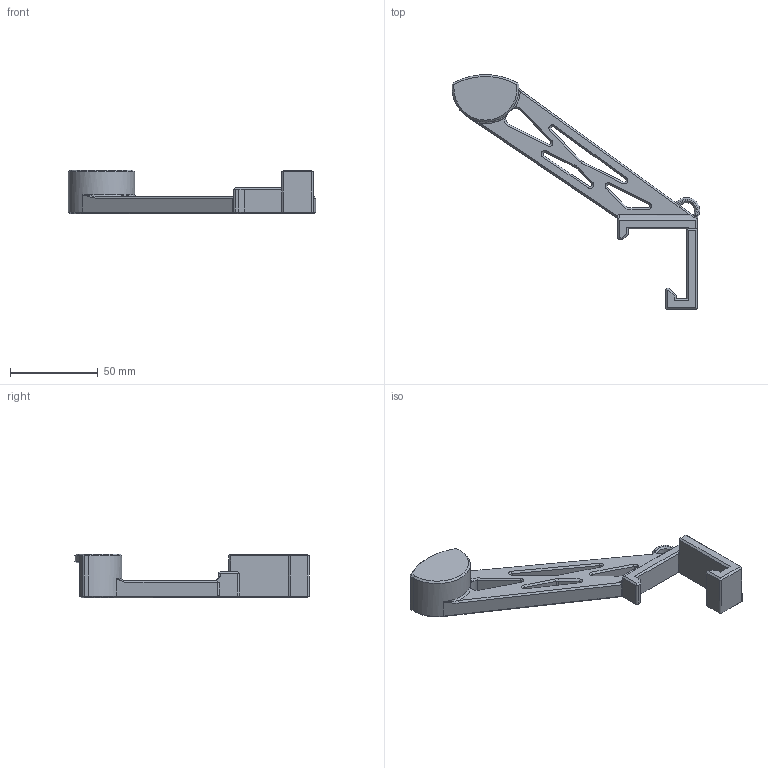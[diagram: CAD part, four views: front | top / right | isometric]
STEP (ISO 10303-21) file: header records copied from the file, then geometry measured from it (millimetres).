
FILE_DESCRIPTION( ( '' ), ' ' );
FILE_NAME( '5a28d330357f5b0f182bc910.step', '2017-12-07T05:35:44', ( '' ), ( '' ), ' ', ' ', ' ' );
FILE_SCHEMA( ( 'AUTOMOTIVE_DESIGN { 1 0 10303 214 1 1 1 1 }' ) );
Length unit declared in the file: metre
Products named in the file (1): Part 1
Bounding box: 141.41 x 134 x 25 mm (x, y, z)
Volume: 48234.7 mm3; surface area: 19520.3 mm2
Topology: 1 solids, 1 shells, 186 faces, 468 edges, 279 vertices
Faces by surface type: plane 112, cone 36, cylinder 30, bspline 5, torus 3
Entity records: 7189 total; most frequent: CARTESIAN_POINT 1286, ORIENTED_EDGE 930, DIRECTION 894, EDGE_CURVE 465, LINE 310, VECTOR 310, AXIS2_PLACEMENT_3D 292, VERTEX_POINT 279
